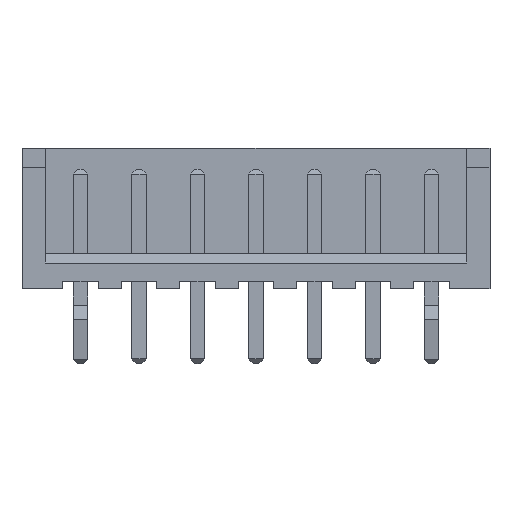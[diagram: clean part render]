
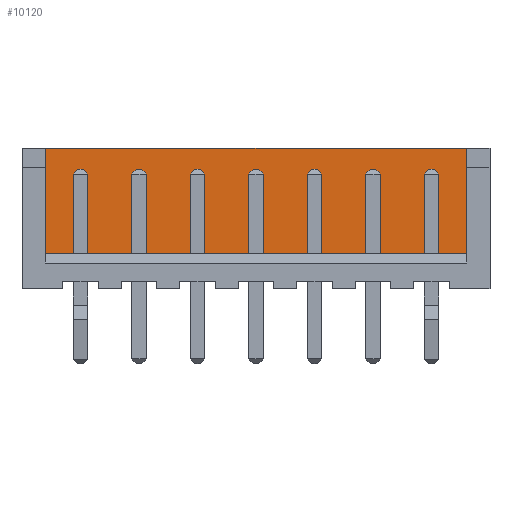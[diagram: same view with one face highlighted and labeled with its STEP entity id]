
A CAD part, front view. The second image highlights one B-rep face of the part: STEP entity #10120.
In plain terms, the highlighted planar face has unit normal (0, -1, 0).
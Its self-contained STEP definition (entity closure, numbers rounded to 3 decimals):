
#4098 = PLANE('',#4099);
#4099 = AXIS2_PLACEMENT_3D('',#4100,#4101,#4102);
#4100 = CARTESIAN_POINT('',(16.5,-0.6,1.5));
#4101 = DIRECTION('',(0.,0.,-1.));
#4102 = DIRECTION('',(-1.,0.,0.));
#4154 = PLANE('',#4155);
#4155 = AXIS2_PLACEMENT_3D('',#4156,#4157,#4158);
#4156 = CARTESIAN_POINT('',(-2.5,-2.2,6.));
#4157 = DIRECTION('',(0.,0.,-1.));
#4158 = DIRECTION('',(-1.,0.,0.));
#6926 = VERTEX_POINT('',#6927);
#6927 = CARTESIAN_POINT('',(17.05,1.15,6.));
#6941 = PLANE('',#6942);
#6942 = AXIS2_PLACEMENT_3D('',#6943,#6944,#6945);
#6943 = CARTESIAN_POINT('',(17.05,0.65,6.));
#6944 = DIRECTION('',(1.,0.,0.));
#6945 = DIRECTION('',(0.,1.,0.));
#6953 = EDGE_CURVE('',#6926,#6954,#6956,.T.);
#6954 = VERTEX_POINT('',#6955);
#6955 = CARTESIAN_POINT('',(-2.05,1.15,6.));
#6956 = SURFACE_CURVE('',#6957,(#6961,#6968),.PCURVE_S1.);
#6957 = LINE('',#6958,#6959);
#6958 = CARTESIAN_POINT('',(17.05,1.15,6.));
#6959 = VECTOR('',#6960,1.);
#6960 = DIRECTION('',(-1.,0.,0.));
#6961 = PCURVE('',#4154,#6962);
#6962 = DEFINITIONAL_REPRESENTATION('',(#6963),#6967);
#6963 = LINE('',#6964,#6965);
#6964 = CARTESIAN_POINT('',(-19.55,3.35));
#6965 = VECTOR('',#6966,1.);
#6966 = DIRECTION('',(1.,0.));
#6967 = ( GEOMETRIC_REPRESENTATION_CONTEXT(2)
PARAMETRIC_REPRESENTATION_CONTEXT() REPRESENTATION_CONTEXT('2D SPACE',''
) );
#6968 = PCURVE('',#6969,#6974);
#6969 = PLANE('',#6970);
#6970 = AXIS2_PLACEMENT_3D('',#6971,#6972,#6973);
#6971 = CARTESIAN_POINT('',(17.05,1.15,6.));
#6972 = DIRECTION('',(0.,1.,0.));
#6973 = DIRECTION('',(-1.,0.,0.));
#6974 = DEFINITIONAL_REPRESENTATION('',(#6975),#6979);
#6975 = LINE('',#6976,#6977);
#6976 = CARTESIAN_POINT('',(0.,0.));
#6977 = VECTOR('',#6978,1.);
#6978 = DIRECTION('',(1.,0.));
#6979 = ( GEOMETRIC_REPRESENTATION_CONTEXT(2)
PARAMETRIC_REPRESENTATION_CONTEXT() REPRESENTATION_CONTEXT('2D SPACE',''
) );
#6997 = PLANE('',#6998);
#6998 = AXIS2_PLACEMENT_3D('',#6999,#7000,#7001);
#6999 = CARTESIAN_POINT('',(-2.05,1.15,6.));
#7000 = DIRECTION('',(-1.,0.,0.));
#7001 = DIRECTION('',(0.,-1.,0.));
#7249 = VERTEX_POINT('',#7250);
#7250 = CARTESIAN_POINT('',(-2.05,1.15,1.5));
#7271 = EDGE_CURVE('',#7272,#7249,#7274,.T.);
#7272 = VERTEX_POINT('',#7273);
#7273 = CARTESIAN_POINT('',(17.05,1.15,1.5));
#7274 = SURFACE_CURVE('',#7275,(#7279,#7286),.PCURVE_S1.);
#7275 = LINE('',#7276,#7277);
#7276 = CARTESIAN_POINT('',(17.05,1.15,1.5));
#7277 = VECTOR('',#7278,1.);
#7278 = DIRECTION('',(-1.,0.,0.));
#7279 = PCURVE('',#4098,#7280);
#7280 = DEFINITIONAL_REPRESENTATION('',(#7281),#7285);
#7281 = LINE('',#7282,#7283);
#7282 = CARTESIAN_POINT('',(-0.55,1.75));
#7283 = VECTOR('',#7284,1.);
#7284 = DIRECTION('',(1.,0.));
#7285 = ( GEOMETRIC_REPRESENTATION_CONTEXT(2)
PARAMETRIC_REPRESENTATION_CONTEXT() REPRESENTATION_CONTEXT('2D SPACE',''
) );
#7286 = PCURVE('',#6969,#7287);
#7287 = DEFINITIONAL_REPRESENTATION('',(#7288),#7292);
#7288 = LINE('',#7289,#7290);
#7289 = CARTESIAN_POINT('',(0.,-4.5));
#7290 = VECTOR('',#7291,1.);
#7291 = DIRECTION('',(1.,0.));
#7292 = ( GEOMETRIC_REPRESENTATION_CONTEXT(2)
PARAMETRIC_REPRESENTATION_CONTEXT() REPRESENTATION_CONTEXT('2D SPACE',''
) );
#10097 = EDGE_CURVE('',#6954,#7249,#10098,.T.);
#10098 = SURFACE_CURVE('',#10099,(#10103,#10110),.PCURVE_S1.);
#10099 = LINE('',#10100,#10101);
#10100 = CARTESIAN_POINT('',(-2.05,1.15,6.));
#10101 = VECTOR('',#10102,1.);
#10102 = DIRECTION('',(0.,0.,-1.));
#10103 = PCURVE('',#6997,#10104);
#10104 = DEFINITIONAL_REPRESENTATION('',(#10105),#10109);
#10105 = LINE('',#10106,#10107);
#10106 = CARTESIAN_POINT('',(0.,0.));
#10107 = VECTOR('',#10108,1.);
#10108 = DIRECTION('',(0.,-1.));
#10109 = ( GEOMETRIC_REPRESENTATION_CONTEXT(2)
PARAMETRIC_REPRESENTATION_CONTEXT() REPRESENTATION_CONTEXT('2D SPACE',''
) );
#10110 = PCURVE('',#6969,#10111);
#10111 = DEFINITIONAL_REPRESENTATION('',(#10112),#10116);
#10112 = LINE('',#10113,#10114);
#10113 = CARTESIAN_POINT('',(19.1,0.));
#10114 = VECTOR('',#10115,1.);
#10115 = DIRECTION('',(0.,-1.));
#10116 = ( GEOMETRIC_REPRESENTATION_CONTEXT(2)
PARAMETRIC_REPRESENTATION_CONTEXT() REPRESENTATION_CONTEXT('2D SPACE',''
) );
#10120 = ADVANCED_FACE('',(#10121),#6969,.F.);
#10121 = FACE_BOUND('',#10122,.F.);
#10122 = EDGE_LOOP('',(#10123,#10144,#10145,#10146));
#10123 = ORIENTED_EDGE('',*,*,#10124,.T.);
#10124 = EDGE_CURVE('',#6926,#7272,#10125,.T.);
#10125 = SURFACE_CURVE('',#10126,(#10130,#10137),.PCURVE_S1.);
#10126 = LINE('',#10127,#10128);
#10127 = CARTESIAN_POINT('',(17.05,1.15,6.));
#10128 = VECTOR('',#10129,1.);
#10129 = DIRECTION('',(0.,0.,-1.));
#10130 = PCURVE('',#6969,#10131);
#10131 = DEFINITIONAL_REPRESENTATION('',(#10132),#10136);
#10132 = LINE('',#10133,#10134);
#10133 = CARTESIAN_POINT('',(0.,0.));
#10134 = VECTOR('',#10135,1.);
#10135 = DIRECTION('',(0.,-1.));
#10136 = ( GEOMETRIC_REPRESENTATION_CONTEXT(2)
PARAMETRIC_REPRESENTATION_CONTEXT() REPRESENTATION_CONTEXT('2D SPACE',''
) );
#10137 = PCURVE('',#6941,#10138);
#10138 = DEFINITIONAL_REPRESENTATION('',(#10139),#10143);
#10139 = LINE('',#10140,#10141);
#10140 = CARTESIAN_POINT('',(0.5,0.));
#10141 = VECTOR('',#10142,1.);
#10142 = DIRECTION('',(0.,-1.));
#10143 = ( GEOMETRIC_REPRESENTATION_CONTEXT(2)
PARAMETRIC_REPRESENTATION_CONTEXT() REPRESENTATION_CONTEXT('2D SPACE',''
) );
#10144 = ORIENTED_EDGE('',*,*,#7271,.T.);
#10145 = ORIENTED_EDGE('',*,*,#10097,.F.);
#10146 = ORIENTED_EDGE('',*,*,#6953,.F.);
